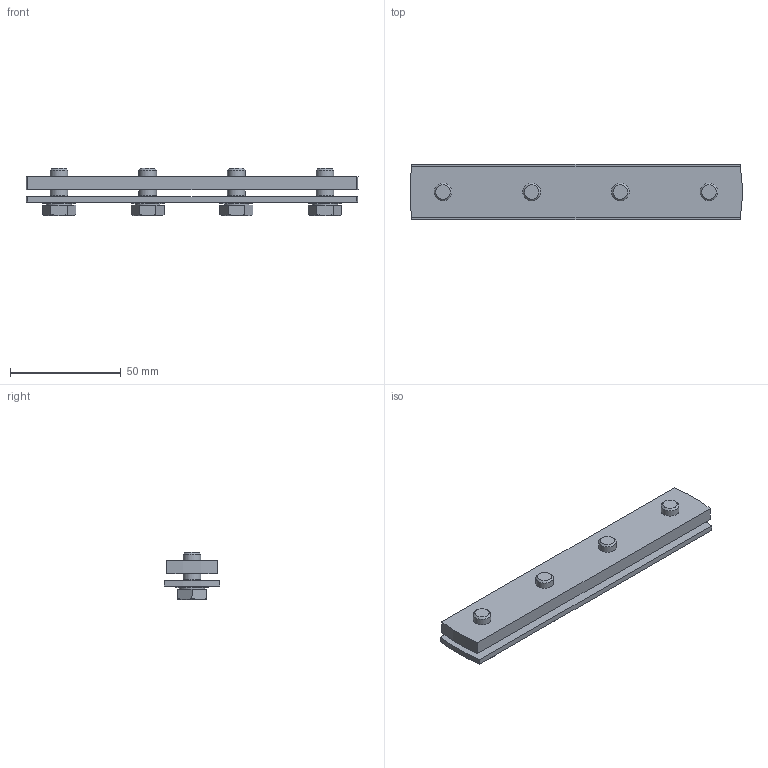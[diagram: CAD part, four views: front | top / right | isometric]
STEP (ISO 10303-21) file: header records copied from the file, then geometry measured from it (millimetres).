
FILE_DESCRIPTION((''),'2;1');
FILE_NAME('120052.stp','2010-09-02T08:12:19',('DMK009'),(''),'Autodesk Inventor 2010','Autodesk Inventor 2010','');
FILE_SCHEMA(('AUTOMOTIVE_DESIGN { 1 0 10303 214 1 1 1 1 }'));
Length unit declared in the file: millimetre
Products named in the file (1): 120052
Bounding box: 149.82 x 25 x 21.3 mm (x, y, z)
Volume: 34529 mm3; surface area: 19715 mm2
Topology: 1 solids, 1 shells, 452 faces, 1248 edges, 824 vertices
Faces by surface type: cylinder 246, plane 168, cone 32, bspline 6
Full cylindrical faces by diameter (mm): 7.323 x4, 8 x8, 8.4 x4, 11.4 x4
Entity records: 14835 total; most frequent: CARTESIAN_POINT 2667, DIRECTION 2582, ORIENTED_EDGE 2408, EDGE_CURVE 1204, AXIS2_PLACEMENT_3D 979, VERTEX_POINT 812, VECTOR 624, LINE 624
